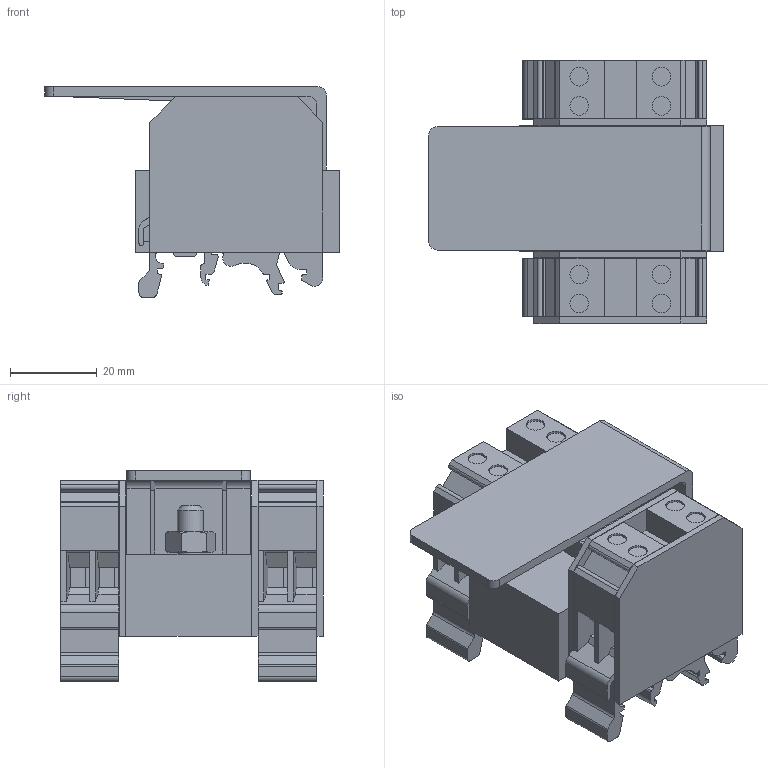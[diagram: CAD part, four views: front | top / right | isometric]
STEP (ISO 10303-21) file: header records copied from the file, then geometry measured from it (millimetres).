
FILE_DESCRIPTION(/* description */ ('Unknown'),/* implementation_level */ '2;1');
FILE_NAME(/* name */ 'FDBK-1X4_GY_3D',/* time_stamp */ '2019-10-14T15:58:22+05:00',/* author */ ('Unknown'),/* organization */ ('Unknown'),/* preprocessor_version */ 'ST-DEVELOPER v16.7',/* originating_system */ 'DEX',/* authorisation */ $);
FILE_SCHEMA (('AUTOMOTIVE_DESIGN {1 0 10303 214 3 1 1}'));
Length unit declared in the file: millimetre
Products named in the file (1): FDBK-1X4
Bounding box: 68 x 60.7 x 48.65 mm (x, y, z)
Volume: 75322.3 mm3; surface area: 34992.8 mm2
Topology: 1 solids, 4 shells, 471 faces, 1317 edges, 880 vertices
Faces by surface type: plane 364, cylinder 102, cone 3, torus 2
Full cylindrical faces by diameter (mm): 2.9 x6, 3 x2, 4.3 x8, 6 x2
Entity records: 18192 total; most frequent: CARTESIAN_POINT 2682, ORIENTED_EDGE 2566, DIRECTION 2422, EDGE_CURVE 1283, LINE 1062, VECTOR 1062, VERTEX_POINT 869, AXIS2_PLACEMENT_3D 680
